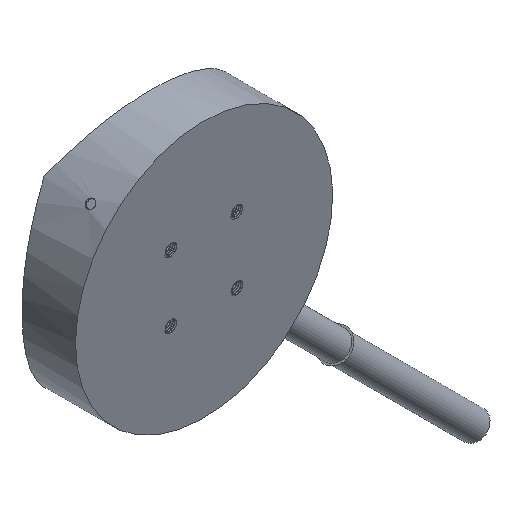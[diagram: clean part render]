
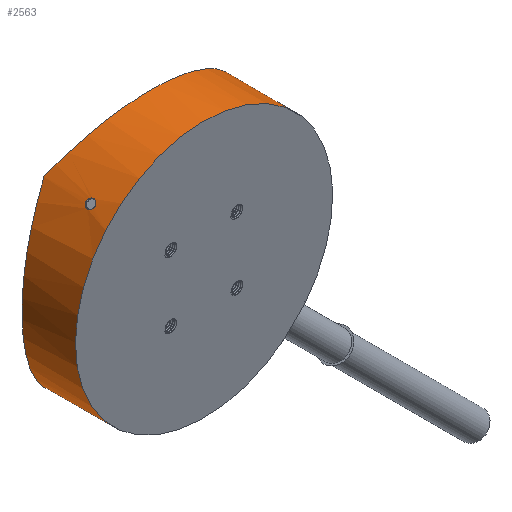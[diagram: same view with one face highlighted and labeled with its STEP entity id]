
A CAD part, isometric view. The second image highlights one B-rep face of the part: STEP entity #2563.
In plain terms, the highlighted cylindrical face has radius 33 mm (diameter 66 mm), a partial arc.
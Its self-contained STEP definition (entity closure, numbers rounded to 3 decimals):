
#52=FACE_BOUND('',#489,.T.);
#60=ELLIPSE('',#2722,35.719,33.);
#61=ELLIPSE('',#2730,35.719,33.);
#62=ELLIPSE('',#2740,35.719,33.);
#63=ELLIPSE('',#2750,35.719,33.);
#165=CIRCLE('',#2802,33.);
#323=FACE_OUTER_BOUND('',#488,.T.);
#488=EDGE_LOOP('',(#2199,#2200,#2201,#2202,#2203,#2204,#2205,#2206,#2207));
#489=EDGE_LOOP('',(#2208,#2209,#2210,#2211));
#665=B_SPLINE_CURVE_WITH_KNOTS('',3,(#5904,#5905,#5906,#5907,#5908,#5909,
#5910,#5911,#5912,#5913,#5914,#5915,#5916,#5917,#5918,#5919,#5920,#5921),
 .UNSPECIFIED.,.F.,.F.,(4,2,2,2,2,2,2,2,4),(0.169,0.211,
0.254,0.296,0.338,0.38,
0.422,0.465,0.507),.UNSPECIFIED.);
#666=B_SPLINE_CURVE_WITH_KNOTS('',3,(#5923,#5924,#5925,#5926),
 .UNSPECIFIED.,.F.,.F.,(4,4),(0.169,0.169),
 .UNSPECIFIED.);
#667=B_SPLINE_CURVE_WITH_KNOTS('',3,(#5928,#5929,#5930,#5931,#5932,#5933,
#5934,#5935,#5936,#5937,#5938,#5939,#5940,#5941,#5942,#5943,#5944,#5945,
#5946),.UNSPECIFIED.,.F.,.F.,(4,2,2,2,3,2,2,2,4),(0.507,0.549,
0.592,0.634,0.676,0.718,
0.76,0.803,0.845),.UNSPECIFIED.);
#668=B_SPLINE_CURVE_WITH_KNOTS('',3,(#5952,#5953,#5954,#5955),
 .UNSPECIFIED.,.F.,.F.,(4,4),(0.507,0.507),
 .UNSPECIFIED.);
#796=LINE('',#9285,#914);
#798=LINE('',#9288,#916);
#799=LINE('',#9290,#917);
#800=LINE('',#9291,#918);
#914=VECTOR('',#3333,10.);
#916=VECTOR('',#3335,10.);
#917=VECTOR('',#3338,10.);
#918=VECTOR('',#3339,10.);
#1098=VERTEX_POINT('',#5836);
#1099=VERTEX_POINT('',#5837);
#1107=VERTEX_POINT('',#5856);
#1113=VERTEX_POINT('',#5877);
#1120=VERTEX_POINT('',#5897);
#1121=VERTEX_POINT('',#5902);
#1122=VERTEX_POINT('',#5903);
#1123=VERTEX_POINT('',#5922);
#1124=VERTEX_POINT('',#5927);
#1147=VERTEX_POINT('',#9278);
#1148=VERTEX_POINT('',#9280);
#1149=VERTEX_POINT('',#9284);
#1150=VERTEX_POINT('',#9286);
#1417=EDGE_CURVE('',#1098,#1099,#60,.T.);
#1427=EDGE_CURVE('',#1099,#1107,#61,.T.);
#1437=EDGE_CURVE('',#1113,#1098,#62,.T.);
#1449=EDGE_CURVE('',#1120,#1113,#63,.T.);
#1450=EDGE_CURVE('',#1121,#1122,#665,.T.);
#1451=EDGE_CURVE('',#1123,#1121,#666,.T.);
#1452=EDGE_CURVE('',#1124,#1123,#667,.T.);
#1456=EDGE_CURVE('',#1122,#1124,#668,.T.);
#1515=EDGE_CURVE('',#1149,#1147,#796,.T.);
#1517=EDGE_CURVE('',#1148,#1150,#798,.T.);
#1518=EDGE_CURVE('',#1107,#1148,#799,.T.);
#1519=EDGE_CURVE('',#1147,#1120,#800,.T.);
#1520=EDGE_CURVE('',#1150,#1149,#165,.F.);
#2199=ORIENTED_EDGE('',*,*,#1515,.T.);
#2200=ORIENTED_EDGE('',*,*,#1519,.T.);
#2201=ORIENTED_EDGE('',*,*,#1449,.T.);
#2202=ORIENTED_EDGE('',*,*,#1437,.T.);
#2203=ORIENTED_EDGE('',*,*,#1417,.T.);
#2204=ORIENTED_EDGE('',*,*,#1427,.T.);
#2205=ORIENTED_EDGE('',*,*,#1518,.T.);
#2206=ORIENTED_EDGE('',*,*,#1517,.T.);
#2207=ORIENTED_EDGE('',*,*,#1520,.T.);
#2208=ORIENTED_EDGE('',*,*,#1456,.T.);
#2209=ORIENTED_EDGE('',*,*,#1452,.T.);
#2210=ORIENTED_EDGE('',*,*,#1451,.T.);
#2211=ORIENTED_EDGE('',*,*,#1450,.T.);
#2429=CYLINDRICAL_SURFACE('',#2801,33.);
#2563=ADVANCED_FACE('',(#323,#52),#2429,.T.);
#2722=AXIS2_PLACEMENT_3D('',#5838,#3155,#3156);
#2730=AXIS2_PLACEMENT_3D('',#5858,#3175,#3176);
#2740=AXIS2_PLACEMENT_3D('',#5878,#3199,#3200);
#2750=AXIS2_PLACEMENT_3D('',#5900,#3224,#3225);
#2801=AXIS2_PLACEMENT_3D('',#9292,#3340,#3341);
#2802=AXIS2_PLACEMENT_3D('',#9293,#3342,#3343);
#3155=DIRECTION('center_axis',(0.383,-0.924,0.));
#3156=DIRECTION('ref_axis',(-0.924,-0.383,0.));
#3175=DIRECTION('center_axis',(0.,-0.924,
0.383));
#3176=DIRECTION('ref_axis',(0.,-0.383,-0.924));
#3199=DIRECTION('center_axis',(0.,-0.924,
-0.383));
#3200=DIRECTION('ref_axis',(0.,0.383,-0.924));
#3224=DIRECTION('center_axis',(-0.383,-0.924,0.));
#3225=DIRECTION('ref_axis',(-0.924,0.383,0.));
#3333=DIRECTION('',(0.,1.,0.));
#3335=DIRECTION('',(0.,-1.,0.));
#3338=DIRECTION('',(0.,-1.,0.));
#3339=DIRECTION('',(0.,1.,0.));
#3340=DIRECTION('center_axis',(0.,1.,0.));
#3341=DIRECTION('ref_axis',(-0.707,0.,0.707));
#3342=DIRECTION('center_axis',(0.,-1.,0.));
#3343=DIRECTION('ref_axis',(0.,0.,
-1.));
#5836=CARTESIAN_POINT('',(-23.335,17.745,23.335));
#5837=CARTESIAN_POINT('',(-23.335,17.745,-23.335));
#5838=CARTESIAN_POINT('Origin',(0.,27.411,0.));
#5856=CARTESIAN_POINT('',(20.334,16.645,-25.991));
#5858=CARTESIAN_POINT('Origin',(0.,27.411,0.));
#5877=CARTESIAN_POINT('',(23.335,17.745,23.335));
#5878=CARTESIAN_POINT('Origin',(0.,27.411,0.));
#5897=CARTESIAN_POINT('',(25.991,16.645,-20.334));
#5900=CARTESIAN_POINT('Origin',(0.,27.411,0.));
#5902=CARTESIAN_POINT('',(-23.335,4.673,23.335));
#5903=CARTESIAN_POINT('',(-23.335,6.927,23.335));
#5904=CARTESIAN_POINT('Ctrl Pts',(-23.335,4.673,23.335));
#5905=CARTESIAN_POINT('Ctrl Pts',(-23.434,4.673,23.235));
#5906=CARTESIAN_POINT('Ctrl Pts',(-23.54,4.702,23.128));
#5907=CARTESIAN_POINT('Ctrl Pts',(-23.732,4.818,22.931));
#5908=CARTESIAN_POINT('Ctrl Pts',(-23.819,4.905,22.84));
#5909=CARTESIAN_POINT('Ctrl Pts',(-23.955,5.106,22.697));
#5910=CARTESIAN_POINT('Ctrl Pts',(-24.014,5.232,22.635));
#5911=CARTESIAN_POINT('Ctrl Pts',(-24.091,5.509,22.552));
#5912=CARTESIAN_POINT('Ctrl Pts',(-24.11,5.659,22.532));
#5913=CARTESIAN_POINT('Ctrl Pts',(-24.11,5.94,22.532));
#5914=CARTESIAN_POINT('Ctrl Pts',(-24.091,6.09,22.552));
#5915=CARTESIAN_POINT('Ctrl Pts',(-24.014,6.366,22.634));
#5916=CARTESIAN_POINT('Ctrl Pts',(-23.956,6.493,22.696));
#5917=CARTESIAN_POINT('Ctrl Pts',(-23.82,6.694,22.839));
#5918=CARTESIAN_POINT('Ctrl Pts',(-23.733,6.782,22.93));
#5919=CARTESIAN_POINT('Ctrl Pts',(-23.54,6.898,23.128));
#5920=CARTESIAN_POINT('Ctrl Pts',(-23.434,6.927,23.235));
#5921=CARTESIAN_POINT('Ctrl Pts',(-23.335,6.927,23.335));
#5922=CARTESIAN_POINT('',(-23.334,4.673,23.335));
#5923=CARTESIAN_POINT('Ctrl Pts',(-23.334,4.673,23.335));
#5924=CARTESIAN_POINT('Ctrl Pts',(-23.334,4.673,23.335));
#5925=CARTESIAN_POINT('Ctrl Pts',(-23.334,4.673,23.335));
#5926=CARTESIAN_POINT('Ctrl Pts',(-23.335,4.673,23.335));
#5927=CARTESIAN_POINT('',(-23.334,6.927,23.335));
#5928=CARTESIAN_POINT('Ctrl Pts',(-23.334,6.927,23.335));
#5929=CARTESIAN_POINT('Ctrl Pts',(-23.235,6.927,23.434));
#5930=CARTESIAN_POINT('Ctrl Pts',(-23.128,6.898,23.54));
#5931=CARTESIAN_POINT('Ctrl Pts',(-22.93,6.782,23.732));
#5932=CARTESIAN_POINT('Ctrl Pts',(-22.84,6.695,23.819));
#5933=CARTESIAN_POINT('Ctrl Pts',(-22.697,6.494,23.956));
#5934=CARTESIAN_POINT('Ctrl Pts',(-22.634,6.368,24.014));
#5935=CARTESIAN_POINT('Ctrl Pts',(-22.552,6.091,24.092));
#5936=CARTESIAN_POINT('Ctrl Pts',(-22.532,5.941,24.111));
#5937=CARTESIAN_POINT('Ctrl Pts',(-22.532,5.8,24.111));
#5938=CARTESIAN_POINT('Ctrl Pts',(-22.532,5.659,24.111));
#5939=CARTESIAN_POINT('Ctrl Pts',(-22.552,5.509,24.092));
#5940=CARTESIAN_POINT('Ctrl Pts',(-22.634,5.232,24.014));
#5941=CARTESIAN_POINT('Ctrl Pts',(-22.697,5.106,23.956));
#5942=CARTESIAN_POINT('Ctrl Pts',(-22.84,4.905,23.819));
#5943=CARTESIAN_POINT('Ctrl Pts',(-22.93,4.818,23.732));
#5944=CARTESIAN_POINT('Ctrl Pts',(-23.128,4.702,23.54));
#5945=CARTESIAN_POINT('Ctrl Pts',(-23.235,4.673,23.434));
#5946=CARTESIAN_POINT('Ctrl Pts',(-23.334,4.673,23.335));
#5952=CARTESIAN_POINT('Ctrl Pts',(-23.335,6.927,23.335));
#5953=CARTESIAN_POINT('Ctrl Pts',(-23.334,6.927,23.335));
#5954=CARTESIAN_POINT('Ctrl Pts',(-23.334,6.927,23.335));
#5955=CARTESIAN_POINT('Ctrl Pts',(-23.334,6.927,23.335));
#9278=CARTESIAN_POINT('',(25.991,10.817,-20.334));
#9280=CARTESIAN_POINT('',(20.334,10.817,-25.991));
#9284=CARTESIAN_POINT('',(25.991,0.,-20.334));
#9285=CARTESIAN_POINT('',(25.991,19.291,-20.334));
#9286=CARTESIAN_POINT('',(20.334,0.,-25.991));
#9288=CARTESIAN_POINT('',(20.334,19.291,-25.991));
#9290=CARTESIAN_POINT('',(20.334,19.291,-25.991));
#9291=CARTESIAN_POINT('',(25.991,19.291,-20.334));
#9292=CARTESIAN_POINT('Origin',(0.,19.291,
0.));
#9293=CARTESIAN_POINT('Origin',(0.,0.,0.));
